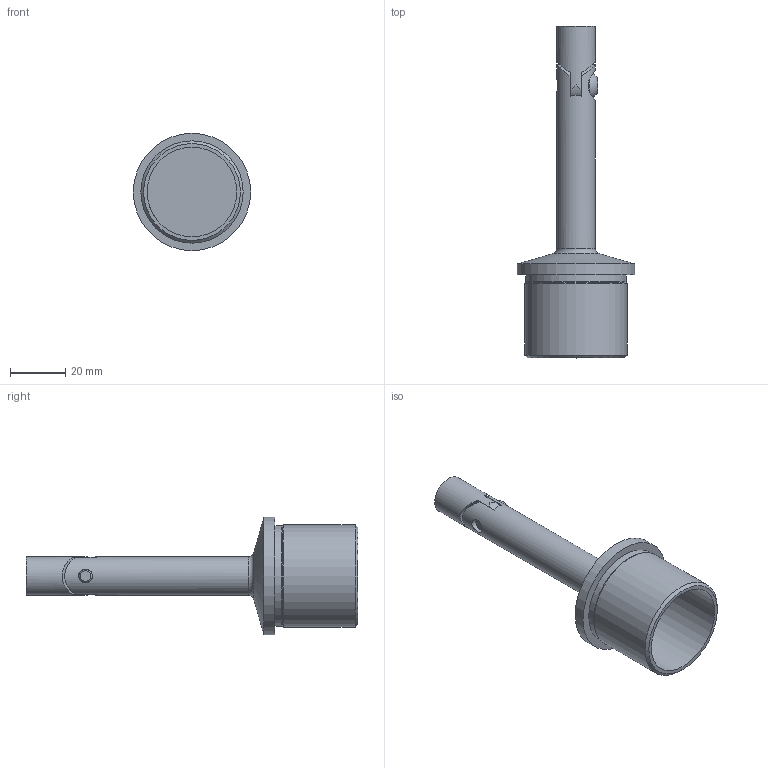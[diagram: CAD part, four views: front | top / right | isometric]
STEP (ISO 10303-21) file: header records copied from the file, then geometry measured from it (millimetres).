
FILE_DESCRIPTION (( 'STEP AP203' ), '1' );
FILE_NAME ('60432-V4A.step', '2021-11-26T09:21:18', ( '' ), ( '' ), 'SwSTEP 2.0', 'SolidWorks 2018', '' );
FILE_SCHEMA (( 'CONFIG_CONTROL_DESIGN' ));
Length unit declared in the file: millimetre
Products named in the file (7): 60432-V4A Teil1; 60432-V4A Teil2; 60432-V4A; 60432-V4A Teil3; 60432-V4A Teil3_M6x10
Assembly tree (3 placements, depth 2):
  60432-V4A Teil2
  60432-V4A
    60432-V4A Teil1
    60432-V4A Teil2
    60432-V4A Teil3_M6x10
  60432-V4A Teil3
  60432-V4A Teil1
Bounding box: 42.4 x 120 x 42.4 mm (x, y, z)
Volume: 28028.9 mm3; surface area: 15028.4 mm2
Topology: 3 solids, 3 shells, 279 faces, 704 edges, 462 vertices
Faces by surface type: plane 135, bspline 86, cylinder 44, cone 11, torus 2, sphere 1
Full cylindrical faces by diameter (mm): 4.773 x1, 5 x1, 6.5 x1, 6.6 x1, 10.5 x1, 14 x2, 32.4 x1, 36.46 x1, 37 x1, 42.4 x1
Entity records: 12669 total; most frequent: CARTESIAN_POINT 6010, ORIENTED_EDGE 1368, DIRECTION 998, EDGE_CURVE 684, VERTEX_POINT 460, AXIS2_PLACEMENT_3D 343, EDGE_LOOP 334, LINE 312
